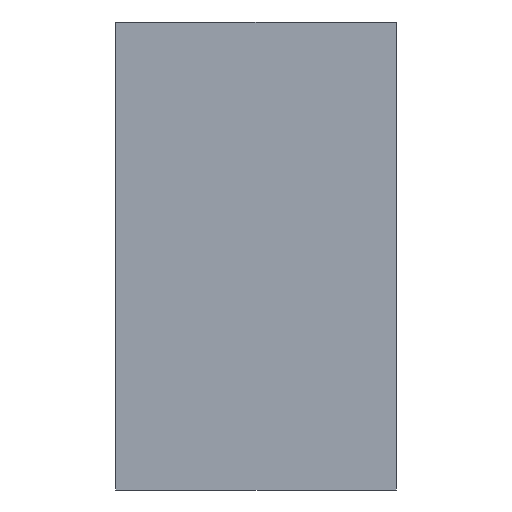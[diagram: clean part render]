
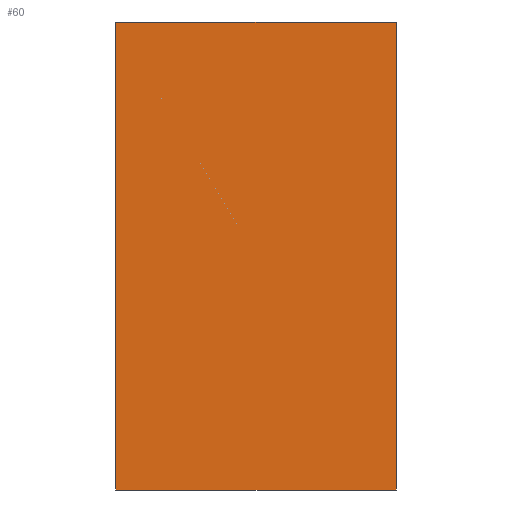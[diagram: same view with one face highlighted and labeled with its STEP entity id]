
A CAD part, front view. The second image highlights one B-rep face of the part: STEP entity #60.
In plain terms, the highlighted planar face has unit normal (0, -1, 0).
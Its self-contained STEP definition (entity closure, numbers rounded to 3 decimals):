
#60=ADVANCED_FACE('',(#114),#116,.T.);
#114=FACE_BOUND('',#115,.T.);
#115=EDGE_LOOP('',(#187,#188,#189,#190));
#116=PLANE('',#117);
#117=AXIS2_PLACEMENT_3D('',#118,#119,#120);
#118=CARTESIAN_POINT('',(-6.,-19.5,27.5));
#119=DIRECTION('',(0.,-1.,0.));
#120=DIRECTION('',(0.,0.,-1.));
#187=ORIENTED_EDGE('',*,*,#233,.T.);
#188=ORIENTED_EDGE('',*,*,#234,.T.);
#189=ORIENTED_EDGE('',*,*,#235,.F.);
#190=ORIENTED_EDGE('',*,*,#210,.F.);
#210=EDGE_CURVE('',#240,#242,#243,.T.);
#233=EDGE_CURVE('',#240,#279,#281,.T.);
#234=EDGE_CURVE('',#279,#282,#283,.T.);
#235=EDGE_CURVE('',#242,#282,#284,.T.);
#240=VERTEX_POINT('',#290);
#242=VERTEX_POINT('',#294);
#243=LINE('',#295,#296);
#279=VERTEX_POINT('',#375);
#281=LINE('',#379,#380);
#282=VERTEX_POINT('',#382);
#283=LINE('',#383,#384);
#284=LINE('',#386,#387);
#290=CARTESIAN_POINT('',(-6.,-19.5,27.5));
#294=CARTESIAN_POINT('',(6.,-19.5,27.5));
#295=CARTESIAN_POINT('',(-6.,-19.5,27.5));
#296=VECTOR('',#297,1.);
#297=DIRECTION('',(1.,0.,0.));
#375=CARTESIAN_POINT('',(-6.,-19.5,7.5));
#379=CARTESIAN_POINT('',(-6.,-19.5,27.5));
#380=VECTOR('',#381,1.);
#381=DIRECTION('',(0.,0.,-1.));
#382=CARTESIAN_POINT('',(6.,-19.5,7.5));
#383=CARTESIAN_POINT('',(-6.,-19.5,7.5));
#384=VECTOR('',#385,1.);
#385=DIRECTION('',(1.,0.,0.));
#386=CARTESIAN_POINT('',(6.,-19.5,27.5));
#387=VECTOR('',#388,1.);
#388=DIRECTION('',(0.,0.,-1.));
